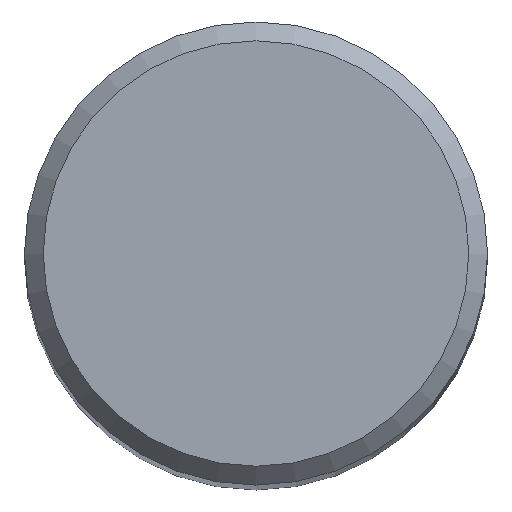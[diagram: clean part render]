
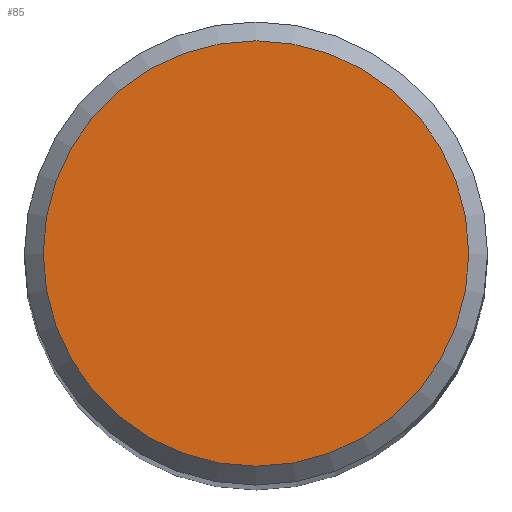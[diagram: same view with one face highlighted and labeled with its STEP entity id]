
A CAD part, top view. The second image highlights one B-rep face of the part: STEP entity #85.
In plain terms, the highlighted planar face has unit normal (0, 0, 1).
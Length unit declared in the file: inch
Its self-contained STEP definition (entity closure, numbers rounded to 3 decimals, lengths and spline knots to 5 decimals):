
#16=PLANE('',#110);
#24=FACE_OUTER_BOUND('',#30,.T.);
#30=EDGE_LOOP('',(#76));
#43=CIRCLE('',#106,0.113);
#49=VERTEX_POINT('',#151);
#56=EDGE_CURVE('',#49,#49,#43,.T.);
#76=ORIENTED_EDGE('',*,*,#56,.F.);
#85=ADVANCED_FACE('',(#24),#16,.T.);
#106=AXIS2_PLACEMENT_3D('',#152,#126,#127);
#110=AXIS2_PLACEMENT_3D('',#160,#136,#137);
#126=DIRECTION('center_axis',(0.,0.,-1.));
#127=DIRECTION('ref_axis',(1.,0.,0.));
#136=DIRECTION('center_axis',(0.,0.,1.));
#137=DIRECTION('ref_axis',(1.,0.,0.));
#151=CARTESIAN_POINT('',(-0.113,0.,1.5));
#152=CARTESIAN_POINT('Origin',(0.,0.,1.5));
#160=CARTESIAN_POINT('Origin',(0.,0.,1.5));
